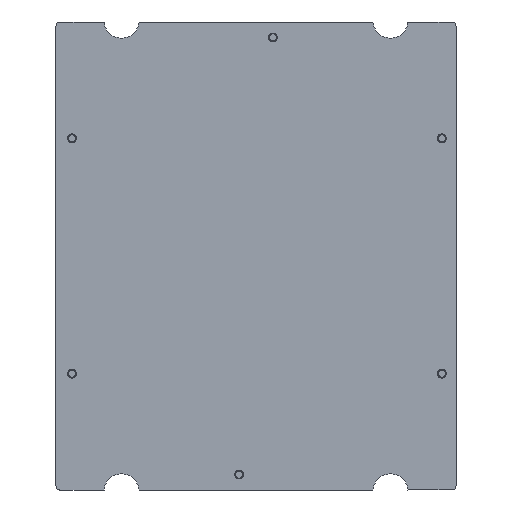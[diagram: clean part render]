
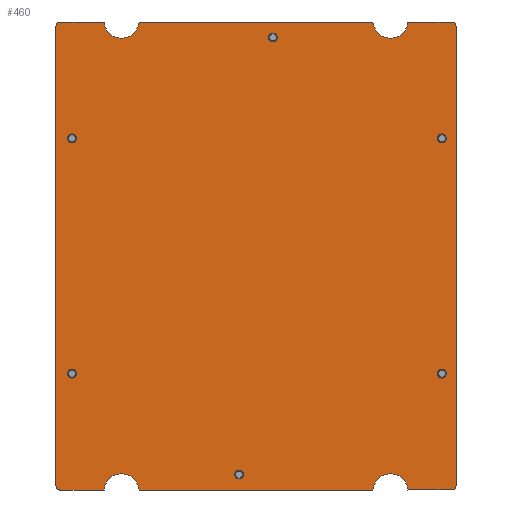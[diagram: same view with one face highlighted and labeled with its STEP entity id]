
A CAD part, front view. The second image highlights one B-rep face of the part: STEP entity #460.
In plain terms, the highlighted planar face has unit normal (0, -1, 0).
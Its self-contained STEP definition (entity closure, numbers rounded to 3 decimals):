
#460=ADVANCED_FACE('',(#820,#821,#822,#823,#824,#825,#826),#827,.F.);
#820=FACE_OUTER_BOUND('',#1147,.T.);
#821=FACE_BOUND('',#1148,.T.);
#822=FACE_BOUND('',#1149,.T.);
#823=FACE_BOUND('',#1150,.T.);
#824=FACE_BOUND('',#1151,.T.);
#825=FACE_BOUND('',#1152,.T.);
#826=FACE_BOUND('',#1153,.T.);
#827=PLANE('',#1154);
#1147=EDGE_LOOP('',(#1855,#1856,#1857,#1858,#1859,#1860,#1861,#1862,#1863,#1864,#1865,#1866,#1867,#1868,#1869,#1870));
#1148=EDGE_LOOP('',(#1871,#1872));
#1149=EDGE_LOOP('',(#1873,#1874));
#1150=EDGE_LOOP('',(#1875,#1876));
#1151=EDGE_LOOP('',(#1877,#1878));
#1152=EDGE_LOOP('',(#1879,#1880));
#1153=EDGE_LOOP('',(#1881,#1882));
#1154=AXIS2_PLACEMENT_3D('',#1883,#1884,#1885);
#1855=ORIENTED_EDGE('',*,*,#2223,.T.);
#1856=ORIENTED_EDGE('',*,*,#2235,.F.);
#1857=ORIENTED_EDGE('',*,*,#2272,.T.);
#1858=ORIENTED_EDGE('',*,*,#2273,.F.);
#1859=ORIENTED_EDGE('',*,*,#2274,.T.);
#1860=ORIENTED_EDGE('',*,*,#2275,.F.);
#1861=ORIENTED_EDGE('',*,*,#2228,.T.);
#1862=ORIENTED_EDGE('',*,*,#2239,.T.);
#1863=ORIENTED_EDGE('',*,*,#2264,.T.);
#1864=ORIENTED_EDGE('',*,*,#2270,.F.);
#1865=ORIENTED_EDGE('',*,*,#2276,.T.);
#1866=ORIENTED_EDGE('',*,*,#2277,.F.);
#1867=ORIENTED_EDGE('',*,*,#2278,.T.);
#1868=ORIENTED_EDGE('',*,*,#2279,.F.);
#1869=ORIENTED_EDGE('',*,*,#2260,.T.);
#1870=ORIENTED_EDGE('',*,*,#2267,.F.);
#1871=ORIENTED_EDGE('',*,*,#2280,.T.);
#1872=ORIENTED_EDGE('',*,*,#2219,.T.);
#1873=ORIENTED_EDGE('',*,*,#2281,.T.);
#1874=ORIENTED_EDGE('',*,*,#2214,.T.);
#1875=ORIENTED_EDGE('',*,*,#2282,.T.);
#1876=ORIENTED_EDGE('',*,*,#2209,.T.);
#1877=ORIENTED_EDGE('',*,*,#2283,.T.);
#1878=ORIENTED_EDGE('',*,*,#2204,.T.);
#1879=ORIENTED_EDGE('',*,*,#2284,.T.);
#1880=ORIENTED_EDGE('',*,*,#2199,.T.);
#1881=ORIENTED_EDGE('',*,*,#2285,.T.);
#1882=ORIENTED_EDGE('',*,*,#2194,.T.);
#1883=CARTESIAN_POINT('',(148.75,8.3,174.0));
#1884=DIRECTION('',(0.0,1.0,0.0));
#1885=DIRECTION('',(0.0,0.0,1.0));
#2194=EDGE_CURVE('',#2575,#2572,#2576,.T.);
#2199=EDGE_CURVE('',#2584,#2581,#2585,.T.);
#2204=EDGE_CURVE('',#2593,#2590,#2594,.T.);
#2209=EDGE_CURVE('',#2602,#2599,#2603,.T.);
#2214=EDGE_CURVE('',#2611,#2608,#2612,.T.);
#2219=EDGE_CURVE('',#2620,#2617,#2621,.T.);
#2223=EDGE_CURVE('',#2626,#2627,#2628,.T.);
#2228=EDGE_CURVE('',#2635,#2636,#2637,.T.);
#2235=EDGE_CURVE('',#2646,#2627,#2648,.T.);
#2239=EDGE_CURVE('',#2636,#2652,#2654,.T.);
#2260=EDGE_CURVE('',#2685,#2686,#2687,.T.);
#2264=EDGE_CURVE('',#2652,#2691,#2692,.T.);
#2267=EDGE_CURVE('',#2626,#2686,#2695,.T.);
#2270=EDGE_CURVE('',#2697,#2691,#2699,.T.);
#2272=EDGE_CURVE('',#2646,#2701,#2702,.T.);
#2273=EDGE_CURVE('',#2703,#2701,#2704,.T.);
#2274=EDGE_CURVE('',#2703,#2705,#2706,.T.);
#2275=EDGE_CURVE('',#2635,#2705,#2707,.T.);
#2276=EDGE_CURVE('',#2697,#2708,#2709,.T.);
#2277=EDGE_CURVE('',#2710,#2708,#2711,.T.);
#2278=EDGE_CURVE('',#2710,#2712,#2713,.T.);
#2279=EDGE_CURVE('',#2685,#2712,#2714,.T.);
#2280=EDGE_CURVE('',#2617,#2620,#2715,.T.);
#2281=EDGE_CURVE('',#2608,#2611,#2716,.T.);
#2282=EDGE_CURVE('',#2599,#2602,#2717,.T.);
#2283=EDGE_CURVE('',#2590,#2593,#2718,.T.);
#2284=EDGE_CURVE('',#2581,#2584,#2719,.T.);
#2285=EDGE_CURVE('',#2572,#2575,#2720,.T.);
#2572=VERTEX_POINT('',#3055);
#2575=VERTEX_POINT('',#3059);
#2576=CIRCLE('',#3060,3.3);
#2581=VERTEX_POINT('',#3066);
#2584=VERTEX_POINT('',#3070);
#2585=CIRCLE('',#3071,3.3);
#2590=VERTEX_POINT('',#3077);
#2593=VERTEX_POINT('',#3081);
#2594=CIRCLE('',#3082,3.3);
#2599=VERTEX_POINT('',#3088);
#2602=VERTEX_POINT('',#3092);
#2603=CIRCLE('',#3093,3.3);
#2608=VERTEX_POINT('',#3099);
#2611=VERTEX_POINT('',#3103);
#2612=CIRCLE('',#3104,3.3);
#2617=VERTEX_POINT('',#3110);
#2620=VERTEX_POINT('',#3114);
#2621=CIRCLE('',#3115,3.3);
#2626=VERTEX_POINT('',#3121);
#2627=VERTEX_POINT('',#3122);
#2628=CIRCLE('',#3123,3.);
#2635=VERTEX_POINT('',#3132);
#2636=VERTEX_POINT('',#3133);
#2637=CIRCLE('',#3134,3.);
#2646=VERTEX_POINT('',#3146);
#2648=LINE('',#3149,#3150);
#2652=VERTEX_POINT('',#3155);
#2654=LINE('',#3158,#3159);
#2685=VERTEX_POINT('',#3196);
#2686=VERTEX_POINT('',#3197);
#2687=CIRCLE('',#3198,3.);
#2691=VERTEX_POINT('',#3204);
#2692=CIRCLE('',#3205,3.);
#2695=LINE('',#3209,#3210);
#2697=VERTEX_POINT('',#3212);
#2699=LINE('',#3215,#3216);
#2701=VERTEX_POINT('',#3218);
#2702=CIRCLE('',#3219,13.05);
#2703=VERTEX_POINT('',#3220);
#2704=LINE('',#3221,#3222);
#2705=VERTEX_POINT('',#3223);
#2706=CIRCLE('',#3224,13.05);
#2707=LINE('',#3225,#3226);
#2708=VERTEX_POINT('',#3227);
#2709=CIRCLE('',#3228,13.05);
#2710=VERTEX_POINT('',#3229);
#2711=LINE('',#3230,#3231);
#2712=VERTEX_POINT('',#3232);
#2713=CIRCLE('',#3233,13.05);
#2714=LINE('',#3234,#3235);
#2715=CIRCLE('',#3236,3.3);
#2716=CIRCLE('',#3237,3.3);
#2717=CIRCLE('',#3238,3.3);
#2718=CIRCLE('',#3239,3.3);
#2719=CIRCLE('',#3240,3.3);
#2720=CIRCLE('',#3241,3.3);
#3055=CARTESIAN_POINT('',(15.2,8.3,261.5));
#3059=CARTESIAN_POINT('',(8.6,8.3,261.5));
#3060=AXIS2_PLACEMENT_3D('',#3534,#3535,#3536);
#3066=CARTESIAN_POINT('',(15.2,8.3,86.5));
#3070=CARTESIAN_POINT('',(8.6,8.3,86.5));
#3071=AXIS2_PLACEMENT_3D('',#3542,#3543,#3544);
#3077=CARTESIAN_POINT('',(290.2,8.3,261.5));
#3081=CARTESIAN_POINT('',(283.6,8.3,261.5));
#3082=AXIS2_PLACEMENT_3D('',#3550,#3551,#3552);
#3088=CARTESIAN_POINT('',(290.2,8.3,86.5));
#3092=CARTESIAN_POINT('',(283.6,8.3,86.5));
#3093=AXIS2_PLACEMENT_3D('',#3558,#3559,#3560);
#3099=CARTESIAN_POINT('',(164.55,8.3,336.5));
#3103=CARTESIAN_POINT('',(157.95,8.3,336.5));
#3104=AXIS2_PLACEMENT_3D('',#3566,#3567,#3568);
#3110=CARTESIAN_POINT('',(139.55,8.3,11.5));
#3114=CARTESIAN_POINT('',(132.95,8.3,11.5));
#3115=AXIS2_PLACEMENT_3D('',#3574,#3575,#3576);
#3121=CARTESIAN_POINT('',(0.0,8.3,3.));
#3122=CARTESIAN_POINT('',(3.,8.3,0.0));
#3123=AXIS2_PLACEMENT_3D('',#3581,#3582,#3583);
#3132=CARTESIAN_POINT('',(294.5,8.3,0.));
#3133=CARTESIAN_POINT('',(297.5,8.3,3.));
#3134=AXIS2_PLACEMENT_3D('',#3589,#3590,#3591);
#3146=CARTESIAN_POINT('',(35.738,8.3,0.0));
#3149=CARTESIAN_POINT('',(148.75,8.3,0.0));
#3150=VECTOR('',#3599,1.0);
#3155=CARTESIAN_POINT('',(297.5,8.3,345.));
#3158=CARTESIAN_POINT('',(297.5,8.3,174.0));
#3159=VECTOR('',#3602,1.0);
#3196=CARTESIAN_POINT('',(3.,8.3,348.0));
#3197=CARTESIAN_POINT('',(0.0,8.3,345.));
#3198=AXIS2_PLACEMENT_3D('',#3645,#3646,#3647);
#3204=CARTESIAN_POINT('',(294.5,8.3,348.));
#3205=AXIS2_PLACEMENT_3D('',#3650,#3651,#3652);
#3209=CARTESIAN_POINT('',(0.0,8.3,174.0));
#3210=VECTOR('',#3654,1.0);
#3212=CARTESIAN_POINT('',(261.762,8.3,348.0));
#3215=CARTESIAN_POINT('',(148.75,8.3,348.0));
#3216=VECTOR('',#3656,1.0);
#3218=CARTESIAN_POINT('',(61.762,8.3,0.0));
#3219=AXIS2_PLACEMENT_3D('',#3657,#3658,#3659);
#3220=CARTESIAN_POINT('',(235.738,8.3,0.0));
#3221=CARTESIAN_POINT('',(148.75,8.3,0.0));
#3222=VECTOR('',#3660,1.0);
#3223=CARTESIAN_POINT('',(261.762,8.3,0.0));
#3224=AXIS2_PLACEMENT_3D('',#3661,#3662,#3663);
#3225=CARTESIAN_POINT('',(148.75,8.3,0.0));
#3226=VECTOR('',#3664,1.0);
#3227=CARTESIAN_POINT('',(235.738,8.3,348.0));
#3228=AXIS2_PLACEMENT_3D('',#3665,#3666,#3667);
#3229=CARTESIAN_POINT('',(61.762,8.3,348.0));
#3230=CARTESIAN_POINT('',(148.75,8.3,348.0));
#3231=VECTOR('',#3668,1.0);
#3232=CARTESIAN_POINT('',(35.738,8.3,348.0));
#3233=AXIS2_PLACEMENT_3D('',#3669,#3670,#3671);
#3234=CARTESIAN_POINT('',(148.75,8.3,348.0));
#3235=VECTOR('',#3672,1.0);
#3236=AXIS2_PLACEMENT_3D('',#3673,#3674,#3675);
#3237=AXIS2_PLACEMENT_3D('',#3676,#3677,#3678);
#3238=AXIS2_PLACEMENT_3D('',#3679,#3680,#3681);
#3239=AXIS2_PLACEMENT_3D('',#3682,#3683,#3684);
#3240=AXIS2_PLACEMENT_3D('',#3685,#3686,#3687);
#3241=AXIS2_PLACEMENT_3D('',#3688,#3689,#3690);
#3534=CARTESIAN_POINT('',(11.9,8.3,261.5));
#3535=DIRECTION('',(-0.0,1.0,0.0));
#3536=DIRECTION('',(1.0,0.0,0.0));
#3542=CARTESIAN_POINT('',(11.9,8.3,86.5));
#3543=DIRECTION('',(-0.0,1.0,0.0));
#3544=DIRECTION('',(1.0,0.0,0.0));
#3550=CARTESIAN_POINT('',(286.9,8.3,261.5));
#3551=DIRECTION('',(-0.0,1.0,0.0));
#3552=DIRECTION('',(1.0,0.0,0.0));
#3558=CARTESIAN_POINT('',(286.9,8.3,86.5));
#3559=DIRECTION('',(-0.0,1.0,0.0));
#3560=DIRECTION('',(1.0,0.0,0.0));
#3566=CARTESIAN_POINT('',(161.25,8.3,336.5));
#3567=DIRECTION('',(-0.0,1.0,0.0));
#3568=DIRECTION('',(1.0,0.0,0.0));
#3574=CARTESIAN_POINT('',(136.25,8.3,11.5));
#3575=DIRECTION('',(-0.0,1.0,0.0));
#3576=DIRECTION('',(1.0,0.0,0.0));
#3581=CARTESIAN_POINT('',(3.0,8.3,3.));
#3582=DIRECTION('',(0.0,-1.0,-0.0));
#3583=DIRECTION('',(0.,0.0,-1.0));
#3589=CARTESIAN_POINT('',(294.5,8.3,3.));
#3590=DIRECTION('',(0.0,-1.0,-0.0));
#3591=DIRECTION('',(1.0,0.0,0.));
#3599=DIRECTION('',(-1.0,0.0,0.0));
#3602=DIRECTION('',(0.0,0.0,1.0));
#3645=CARTESIAN_POINT('',(3.0,8.3,345.));
#3646=DIRECTION('',(-0.0,-1.0,0.0));
#3647=DIRECTION('',(0.,0.0,1.0));
#3650=CARTESIAN_POINT('',(294.5,8.3,345.));
#3651=DIRECTION('',(0.0,-1.0,0.0));
#3652=DIRECTION('',(1.0,0.0,0.));
#3654=DIRECTION('',(0.0,0.0,1.0));
#3656=DIRECTION('',(1.0,0.0,0.0));
#3657=CARTESIAN_POINT('',(48.75,8.3,-1.0));
#3658=DIRECTION('',(-0.0,1.0,0.0));
#3659=DIRECTION('',(1.0,0.0,0.0));
#3660=DIRECTION('',(-1.0,0.0,0.0));
#3661=CARTESIAN_POINT('',(248.75,8.3,-1.0));
#3662=DIRECTION('',(-0.0,1.0,0.0));
#3663=DIRECTION('',(1.0,0.0,0.0));
#3664=DIRECTION('',(-1.0,0.0,0.0));
#3665=CARTESIAN_POINT('',(248.75,8.3,349.0));
#3666=DIRECTION('',(-0.0,1.0,0.0));
#3667=DIRECTION('',(1.0,0.0,0.0));
#3668=DIRECTION('',(1.0,0.0,0.0));
#3669=CARTESIAN_POINT('',(48.75,8.3,349.0));
#3670=DIRECTION('',(-0.0,1.0,0.0));
#3671=DIRECTION('',(1.0,0.0,0.0));
#3672=DIRECTION('',(1.0,0.0,0.0));
#3673=CARTESIAN_POINT('',(136.25,8.3,11.5));
#3674=DIRECTION('',(-0.0,1.0,0.0));
#3675=DIRECTION('',(1.0,0.0,0.0));
#3676=CARTESIAN_POINT('',(161.25,8.3,336.5));
#3677=DIRECTION('',(-0.0,1.0,0.0));
#3678=DIRECTION('',(1.0,0.0,0.0));
#3679=CARTESIAN_POINT('',(286.9,8.3,86.5));
#3680=DIRECTION('',(-0.0,1.0,0.0));
#3681=DIRECTION('',(1.0,0.0,0.0));
#3682=CARTESIAN_POINT('',(286.9,8.3,261.5));
#3683=DIRECTION('',(-0.0,1.0,0.0));
#3684=DIRECTION('',(1.0,0.0,0.0));
#3685=CARTESIAN_POINT('',(11.9,8.3,86.5));
#3686=DIRECTION('',(-0.0,1.0,0.0));
#3687=DIRECTION('',(1.0,0.0,0.0));
#3688=CARTESIAN_POINT('',(11.9,8.3,261.5));
#3689=DIRECTION('',(-0.0,1.0,0.0));
#3690=DIRECTION('',(1.0,0.0,0.0));
